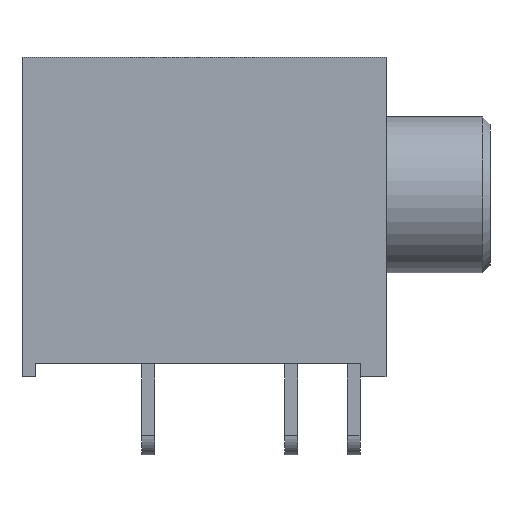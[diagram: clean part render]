
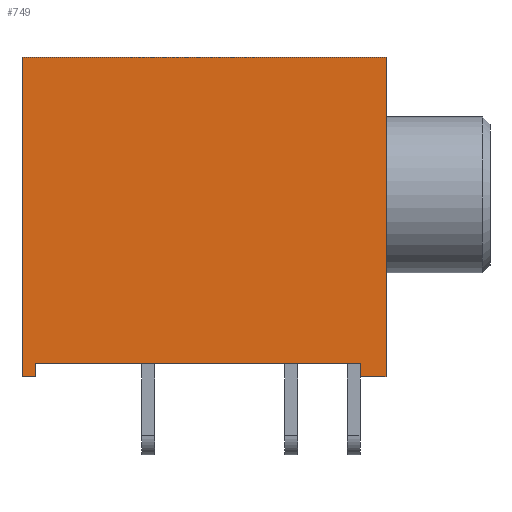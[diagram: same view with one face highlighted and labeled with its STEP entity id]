
A CAD part, front view. The second image highlights one B-rep face of the part: STEP entity #749.
In plain terms, the highlighted planar face has unit normal (0, -1, 0).
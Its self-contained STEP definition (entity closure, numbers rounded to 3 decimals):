
#69=FACE_OUTER_BOUND('',#118,.T.);
#118=EDGE_LOOP('',(#578,#579,#580,#581,#582,#583,#584,#585));
#183=LINE('',#1172,#263);
#186=LINE('',#1178,#266);
#188=LINE('',#1185,#268);
#190=LINE('',#1190,#270);
#191=LINE('',#1191,#271);
#192=LINE('',#1193,#272);
#193=LINE('',#1195,#273);
#194=LINE('',#1196,#274);
#263=VECTOR('',#951,10.);
#266=VECTOR('',#956,10.);
#268=VECTOR('',#962,10.);
#270=VECTOR('',#966,10.);
#271=VECTOR('',#967,10.);
#272=VECTOR('',#968,10.);
#273=VECTOR('',#969,10.);
#274=VECTOR('',#970,10.);
#353=VERTEX_POINT('',#1165);
#356=VERTEX_POINT('',#1170);
#357=VERTEX_POINT('',#1174);
#361=VERTEX_POINT('',#1183);
#362=VERTEX_POINT('',#1188);
#363=VERTEX_POINT('',#1189);
#364=VERTEX_POINT('',#1192);
#365=VERTEX_POINT('',#1194);
#433=EDGE_CURVE('',#356,#353,#183,.T.);
#436=EDGE_CURVE('',#357,#353,#186,.T.);
#439=EDGE_CURVE('',#361,#356,#188,.T.);
#441=EDGE_CURVE('',#362,#363,#190,.T.);
#442=EDGE_CURVE('',#363,#357,#191,.T.);
#443=EDGE_CURVE('',#361,#364,#192,.T.);
#444=EDGE_CURVE('',#364,#365,#193,.T.);
#445=EDGE_CURVE('',#365,#362,#194,.T.);
#578=ORIENTED_EDGE('',*,*,#441,.T.);
#579=ORIENTED_EDGE('',*,*,#442,.T.);
#580=ORIENTED_EDGE('',*,*,#436,.T.);
#581=ORIENTED_EDGE('',*,*,#433,.F.);
#582=ORIENTED_EDGE('',*,*,#439,.F.);
#583=ORIENTED_EDGE('',*,*,#443,.T.);
#584=ORIENTED_EDGE('',*,*,#444,.T.);
#585=ORIENTED_EDGE('',*,*,#445,.T.);
#709=PLANE('',#824);
#749=ADVANCED_FACE('',(#69),#709,.T.);
#824=AXIS2_PLACEMENT_3D('',#1187,#964,#965);
#951=DIRECTION('',(1.,0.,0.));
#956=DIRECTION('',(0.,0.,1.));
#962=DIRECTION('',(0.,0.,1.));
#964=DIRECTION('center_axis',(0.,-1.,0.));
#965=DIRECTION('ref_axis',(1.,0.,0.));
#966=DIRECTION('',(0.,0.,-1.));
#967=DIRECTION('',(1.,0.,0.));
#968=DIRECTION('',(1.,0.,0.));
#969=DIRECTION('',(0.,0.,1.));
#970=DIRECTION('',(1.,0.,0.));
#1165=CARTESIAN_POINT('',(7.,-4.1,12.3));
#1170=CARTESIAN_POINT('',(-7.,-4.1,12.3));
#1172=CARTESIAN_POINT('',(-7.,-4.1,12.3));
#1174=CARTESIAN_POINT('',(7.,-4.1,0.));
#1178=CARTESIAN_POINT('',(7.,-4.1,0.));
#1183=CARTESIAN_POINT('',(-7.,-4.1,0.));
#1185=CARTESIAN_POINT('',(-7.,-4.1,0.));
#1187=CARTESIAN_POINT('Origin',(-7.,-4.1,0.));
#1188=CARTESIAN_POINT('',(6.,-4.1,0.5));
#1189=CARTESIAN_POINT('',(6.,-4.1,0.));
#1190=CARTESIAN_POINT('',(6.,-4.1,0.));
#1191=CARTESIAN_POINT('',(-7.,-4.1,0.));
#1192=CARTESIAN_POINT('',(-6.5,-4.1,0.));
#1193=CARTESIAN_POINT('',(-7.,-4.1,0.));
#1194=CARTESIAN_POINT('',(-6.5,-4.1,0.5));
#1195=CARTESIAN_POINT('',(-6.5,-4.1,0.));
#1196=CARTESIAN_POINT('',(-3.625,-4.1,0.5));
